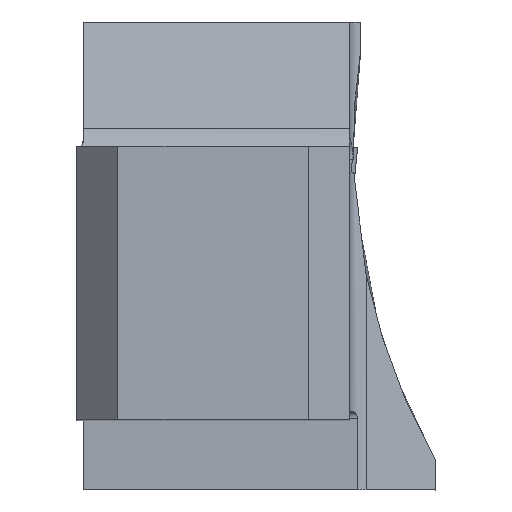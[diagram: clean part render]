
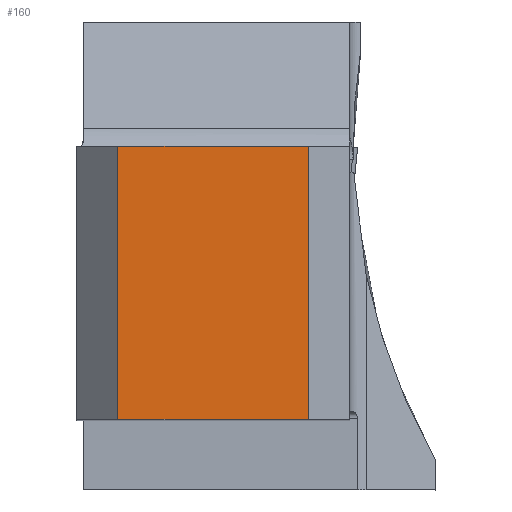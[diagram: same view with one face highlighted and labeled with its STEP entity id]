
A CAD part, top view. The second image highlights one B-rep face of the part: STEP entity #160.
In plain terms, the highlighted planar face has unit normal (0, 0, 1).
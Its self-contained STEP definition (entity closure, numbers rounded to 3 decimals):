
#160=ADVANCED_FACE('CU_BACK_SU1',(#293),#230,.F.);
#230=PLANE('',#1708);
#293=FACE_OUTER_BOUND('',#370,.T.);
#370=EDGE_LOOP('',(#625,#626,#627,#628));
#625=ORIENTED_EDGE('',*,*,#1171,.F.);
#626=ORIENTED_EDGE('',*,*,#1133,.F.);
#627=ORIENTED_EDGE('',*,*,#1172,.T.);
#628=ORIENTED_EDGE('',*,*,#1167,.T.);
#974=VERTEX_POINT('',#2399);
#975=VERTEX_POINT('',#2401);
#994=VERTEX_POINT('',#2494);
#995=VERTEX_POINT('',#2496);
#1133=EDGE_CURVE('',#974,#975,#1322,.T.);
#1167=EDGE_CURVE('',#995,#994,#1348,.T.);
#1171=EDGE_CURVE('',#975,#994,#1351,.T.);
#1172=EDGE_CURVE('',#974,#995,#1352,.T.);
#1322=LINE('',#2400,#1477);
#1348=LINE('',#2495,#1503);
#1351=LINE('',#2502,#1506);
#1352=LINE('',#2503,#1507);
#1477=VECTOR('',#1898,1.);
#1503=VECTOR('',#1956,1.);
#1506=VECTOR('',#1963,1.);
#1507=VECTOR('',#1964,1.);
#1708=AXIS2_PLACEMENT_3D('',#2504,#1965,#1966);
#1898=DIRECTION('',(1.,0.,0.));
#1956=DIRECTION('',(1.,0.,0.));
#1963=DIRECTION('',(0.,-1.,0.));
#1964=DIRECTION('',(0.,-1.,0.));
#1965=DIRECTION('',(0.,0.,-1.));
#1966=DIRECTION('',(1.,0.,0.));
#2399=CARTESIAN_POINT('',(3.,19.925,0.));
#2400=CARTESIAN_POINT('',(110.,19.925,0.));
#2401=CARTESIAN_POINT('',(16.925,19.925,0.));
#2494=CARTESIAN_POINT('',(16.925,0.,0.));
#2495=CARTESIAN_POINT('',(110.,0.,0.));
#2496=CARTESIAN_POINT('',(3.,0.,0.));
#2502=CARTESIAN_POINT('',(16.925,0.,0.));
#2503=CARTESIAN_POINT('',(3.,0.,0.));
#2504=CARTESIAN_POINT('',(-22.996,39.925,0.));
